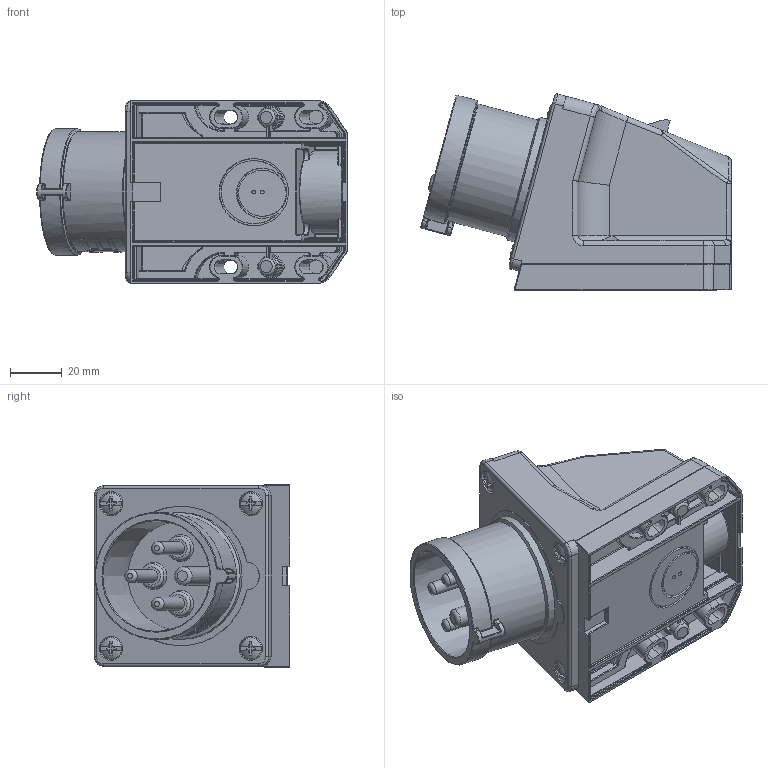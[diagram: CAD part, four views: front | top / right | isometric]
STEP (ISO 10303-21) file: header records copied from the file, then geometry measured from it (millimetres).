
FILE_DESCRIPTION (( 'STEP AP203' ), '1' );
FILE_NAME ('514-6.STEP', '2017-11-23T12:49:36', ( '' ), ( '' ), 'SwSTEP 2.0', 'SolidWorks 2016', '' );
FILE_SCHEMA (( 'CONFIG_CONTROL_DESIGN' ));
Products named in the file (1): 514-6
Bounding box: 120.18 x 75.74 x 70.5 mm (x, y, z)
Volume: 284960.2 mm3; surface area: 54426.7 mm2
Topology: 1 solids, 5 shells, 1179 faces, 2982 edges, 1828 vertices
Faces by surface type: plane 481, cylinder 361, bspline 174, torus 92, sphere 44, cone 27
Full cylindrical faces by diameter (mm): 5 x3, 6.7 x2, 7 x1, 8.5 x2, 9.344 x1, 9.4 x3, 10.5 x2, 17.8 x1, 25 x1, 25.929 x1, 46.727 x1, 49.2 x1
Entity records: 47642 total; most frequent: CARTESIAN_POINT 22309, ORIENTED_EDGE 5706, DIRECTION 4725, EDGE_CURVE 2853, VERTEX_POINT 1788, AXIS2_PLACEMENT_3D 1694, LINE 1337, VECTOR 1337
